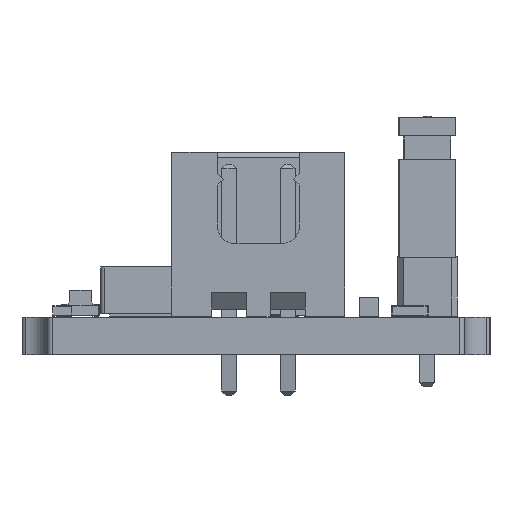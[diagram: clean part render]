
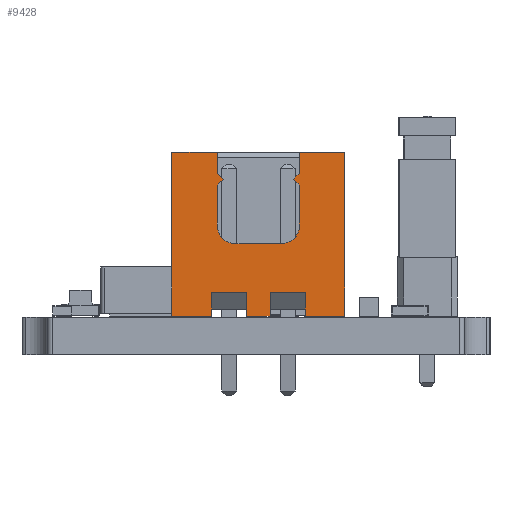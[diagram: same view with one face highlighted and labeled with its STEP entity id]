
A CAD part, left-side view. The second image highlights one B-rep face of the part: STEP entity #9428.
In plain terms, the highlighted face is planar.
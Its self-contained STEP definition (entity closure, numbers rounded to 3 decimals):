
#8873 = VERTEX_POINT('',#8874);
#8874 = CARTESIAN_POINT('',(-2.45,2.35,0.));
#8882 = EDGE_CURVE('',#8873,#8883,#8885,.T.);
#8883 = VERTEX_POINT('',#8884);
#8884 = CARTESIAN_POINT('',(-2.45,2.35,7.));
#8885 = LINE('',#8886,#8887);
#8886 = CARTESIAN_POINT('',(-2.45,2.35,0.));
#8887 = VECTOR('',#8888,1.);
#8888 = DIRECTION('',(0.,0.,1.));
#9074 = VERTEX_POINT('',#9075);
#9075 = CARTESIAN_POINT('',(4.95,2.35,0.));
#9117 = VERTEX_POINT('',#9118);
#9118 = CARTESIAN_POINT('',(4.95,2.35,7.));
#9124 = EDGE_CURVE('',#9074,#9117,#9125,.T.);
#9125 = LINE('',#9126,#9127);
#9126 = CARTESIAN_POINT('',(4.95,2.35,0.));
#9127 = VECTOR('',#9128,1.);
#9128 = DIRECTION('',(0.,0.,1.));
#9231 = VERTEX_POINT('',#9232);
#9232 = CARTESIAN_POINT('',(-0.75,2.35,0.));
#9238 = EDGE_CURVE('',#9231,#8873,#9239,.T.);
#9239 = LINE('',#9240,#9241);
#9240 = CARTESIAN_POINT('',(4.95,2.35,0.));
#9241 = VECTOR('',#9242,1.);
#9242 = DIRECTION('',(-1.,0.,0.));
#9410 = VERTEX_POINT('',#9411);
#9411 = CARTESIAN_POINT('',(-0.5,2.35,7.));
#9417 = EDGE_CURVE('',#9410,#8883,#9418,.T.);
#9418 = LINE('',#9419,#9420);
#9419 = CARTESIAN_POINT('',(4.95,2.35,7.));
#9420 = VECTOR('',#9421,1.);
#9421 = DIRECTION('',(-1.,0.,0.));
#9428 = ADVANCED_FACE('',(#9429),#9593,.F.);
#9429 = FACE_BOUND('',#9430,.F.);
#9430 = EDGE_LOOP('',(#9431,#9439,#9440,#9448,#9456,#9464,#9472,#9480,
    #9489,#9497,#9506,#9514,#9522,#9530,#9536,#9537,#9538,#9539,#9547,
    #9555,#9563,#9571,#9579,#9587));
#9431 = ORIENTED_EDGE('',*,*,#9432,.F.);
#9432 = EDGE_CURVE('',#9074,#9433,#9435,.T.);
#9433 = VERTEX_POINT('',#9434);
#9434 = CARTESIAN_POINT('',(3.25,2.35,0.));
#9435 = LINE('',#9436,#9437);
#9436 = CARTESIAN_POINT('',(4.95,2.35,0.));
#9437 = VECTOR('',#9438,1.);
#9438 = DIRECTION('',(-1.,0.,0.));
#9439 = ORIENTED_EDGE('',*,*,#9124,.T.);
#9440 = ORIENTED_EDGE('',*,*,#9441,.T.);
#9441 = EDGE_CURVE('',#9117,#9442,#9444,.T.);
#9442 = VERTEX_POINT('',#9443);
#9443 = CARTESIAN_POINT('',(3.,2.35,7.));
#9444 = LINE('',#9445,#9446);
#9445 = CARTESIAN_POINT('',(4.95,2.35,7.));
#9446 = VECTOR('',#9447,1.);
#9447 = DIRECTION('',(-1.,0.,0.));
#9448 = ORIENTED_EDGE('',*,*,#9449,.F.);
#9449 = EDGE_CURVE('',#9450,#9442,#9452,.T.);
#9450 = VERTEX_POINT('',#9451);
#9451 = CARTESIAN_POINT('',(3.,2.35,6.1));
#9452 = LINE('',#9453,#9454);
#9453 = CARTESIAN_POINT('',(3.,2.35,6.1));
#9454 = VECTOR('',#9455,1.);
#9455 = DIRECTION('',(0.,0.,1.));
#9456 = ORIENTED_EDGE('',*,*,#9457,.F.);
#9457 = EDGE_CURVE('',#9458,#9450,#9460,.T.);
#9458 = VERTEX_POINT('',#9459);
#9459 = CARTESIAN_POINT('',(2.75,2.35,5.85));
#9460 = LINE('',#9461,#9462);
#9461 = CARTESIAN_POINT('',(2.75,2.35,5.85));
#9462 = VECTOR('',#9463,1.);
#9463 = DIRECTION('',(0.707,0.,0.707)
  );
#9464 = ORIENTED_EDGE('',*,*,#9465,.F.);
#9465 = EDGE_CURVE('',#9466,#9458,#9468,.T.);
#9466 = VERTEX_POINT('',#9467);
#9467 = CARTESIAN_POINT('',(3.,2.35,5.6));
#9468 = LINE('',#9469,#9470);
#9469 = CARTESIAN_POINT('',(3.,2.35,5.6));
#9470 = VECTOR('',#9471,1.);
#9471 = DIRECTION('',(-0.707,0.,0.707)
  );
#9472 = ORIENTED_EDGE('',*,*,#9473,.F.);
#9473 = EDGE_CURVE('',#9474,#9466,#9476,.T.);
#9474 = VERTEX_POINT('',#9475);
#9475 = CARTESIAN_POINT('',(3.,2.35,3.85));
#9476 = LINE('',#9477,#9478);
#9477 = CARTESIAN_POINT('',(3.,2.35,3.1));
#9478 = VECTOR('',#9479,1.);
#9479 = DIRECTION('',(0.,0.,1.));
#9480 = ORIENTED_EDGE('',*,*,#9481,.F.);
#9481 = EDGE_CURVE('',#9482,#9474,#9484,.T.);
#9482 = VERTEX_POINT('',#9483);
#9483 = CARTESIAN_POINT('',(2.25,2.35,3.1));
#9484 = CIRCLE('',#9485,0.75);
#9485 = AXIS2_PLACEMENT_3D('',#9486,#9487,#9488);
#9486 = CARTESIAN_POINT('',(2.25,2.35,3.85));
#9487 = DIRECTION('',(0.,-1.,0.));
#9488 = DIRECTION('',(0.,0.,1.));
#9489 = ORIENTED_EDGE('',*,*,#9490,.F.);
#9490 = EDGE_CURVE('',#9491,#9482,#9493,.T.);
#9491 = VERTEX_POINT('',#9492);
#9492 = CARTESIAN_POINT('',(0.25,2.35,3.1));
#9493 = LINE('',#9494,#9495);
#9494 = CARTESIAN_POINT('',(1.25,2.35,3.1));
#9495 = VECTOR('',#9496,1.);
#9496 = DIRECTION('',(1.,0.,0.));
#9497 = ORIENTED_EDGE('',*,*,#9498,.T.);
#9498 = EDGE_CURVE('',#9491,#9499,#9501,.T.);
#9499 = VERTEX_POINT('',#9500);
#9500 = CARTESIAN_POINT('',(-0.5,2.35,3.85));
#9501 = CIRCLE('',#9502,0.75);
#9502 = AXIS2_PLACEMENT_3D('',#9503,#9504,#9505);
#9503 = CARTESIAN_POINT('',(0.25,2.35,3.85));
#9504 = DIRECTION('',(0.,1.,-0.));
#9505 = DIRECTION('',(0.,0.,1.));
#9506 = ORIENTED_EDGE('',*,*,#9507,.T.);
#9507 = EDGE_CURVE('',#9499,#9508,#9510,.T.);
#9508 = VERTEX_POINT('',#9509);
#9509 = CARTESIAN_POINT('',(-0.5,2.35,5.6));
#9510 = LINE('',#9511,#9512);
#9511 = CARTESIAN_POINT('',(-0.5,2.35,3.1));
#9512 = VECTOR('',#9513,1.);
#9513 = DIRECTION('',(0.,0.,1.));
#9514 = ORIENTED_EDGE('',*,*,#9515,.T.);
#9515 = EDGE_CURVE('',#9508,#9516,#9518,.T.);
#9516 = VERTEX_POINT('',#9517);
#9517 = CARTESIAN_POINT('',(-0.25,2.35,5.85));
#9518 = LINE('',#9519,#9520);
#9519 = CARTESIAN_POINT('',(-0.5,2.35,5.6));
#9520 = VECTOR('',#9521,1.);
#9521 = DIRECTION('',(0.707,0.,0.707)
  );
#9522 = ORIENTED_EDGE('',*,*,#9523,.T.);
#9523 = EDGE_CURVE('',#9516,#9524,#9526,.T.);
#9524 = VERTEX_POINT('',#9525);
#9525 = CARTESIAN_POINT('',(-0.5,2.35,6.1));
#9526 = LINE('',#9527,#9528);
#9527 = CARTESIAN_POINT('',(-0.25,2.35,5.85));
#9528 = VECTOR('',#9529,1.);
#9529 = DIRECTION('',(-0.707,0.,0.707)
  );
#9530 = ORIENTED_EDGE('',*,*,#9531,.T.);
#9531 = EDGE_CURVE('',#9524,#9410,#9532,.T.);
#9532 = LINE('',#9533,#9534);
#9533 = CARTESIAN_POINT('',(-0.5,2.35,6.1));
#9534 = VECTOR('',#9535,1.);
#9535 = DIRECTION('',(0.,0.,1.));
#9536 = ORIENTED_EDGE('',*,*,#9417,.T.);
#9537 = ORIENTED_EDGE('',*,*,#8882,.F.);
#9538 = ORIENTED_EDGE('',*,*,#9238,.F.);
#9539 = ORIENTED_EDGE('',*,*,#9540,.T.);
#9540 = EDGE_CURVE('',#9231,#9541,#9543,.T.);
#9541 = VERTEX_POINT('',#9542);
#9542 = CARTESIAN_POINT('',(-0.75,2.35,1.));
#9543 = LINE('',#9544,#9545);
#9544 = CARTESIAN_POINT('',(-0.75,2.35,0.));
#9545 = VECTOR('',#9546,1.);
#9546 = DIRECTION('',(0.,0.,1.));
#9547 = ORIENTED_EDGE('',*,*,#9548,.F.);
#9548 = EDGE_CURVE('',#9549,#9541,#9551,.T.);
#9549 = VERTEX_POINT('',#9550);
#9550 = CARTESIAN_POINT('',(0.75,2.35,1.));
#9551 = LINE('',#9552,#9553);
#9552 = CARTESIAN_POINT('',(0.75,2.35,1.));
#9553 = VECTOR('',#9554,1.);
#9554 = DIRECTION('',(-1.,0.,0.));
#9555 = ORIENTED_EDGE('',*,*,#9556,.F.);
#9556 = EDGE_CURVE('',#9557,#9549,#9559,.T.);
#9557 = VERTEX_POINT('',#9558);
#9558 = CARTESIAN_POINT('',(0.75,2.35,0.));
#9559 = LINE('',#9560,#9561);
#9560 = CARTESIAN_POINT('',(0.75,2.35,0.));
#9561 = VECTOR('',#9562,1.);
#9562 = DIRECTION('',(0.,0.,1.));
#9563 = ORIENTED_EDGE('',*,*,#9564,.F.);
#9564 = EDGE_CURVE('',#9565,#9557,#9567,.T.);
#9565 = VERTEX_POINT('',#9566);
#9566 = CARTESIAN_POINT('',(1.75,2.35,0.));
#9567 = LINE('',#9568,#9569);
#9568 = CARTESIAN_POINT('',(4.95,2.35,0.));
#9569 = VECTOR('',#9570,1.);
#9570 = DIRECTION('',(-1.,0.,0.));
#9571 = ORIENTED_EDGE('',*,*,#9572,.T.);
#9572 = EDGE_CURVE('',#9565,#9573,#9575,.T.);
#9573 = VERTEX_POINT('',#9574);
#9574 = CARTESIAN_POINT('',(1.75,2.35,1.));
#9575 = LINE('',#9576,#9577);
#9576 = CARTESIAN_POINT('',(1.75,2.35,0.));
#9577 = VECTOR('',#9578,1.);
#9578 = DIRECTION('',(0.,0.,1.));
#9579 = ORIENTED_EDGE('',*,*,#9580,.F.);
#9580 = EDGE_CURVE('',#9581,#9573,#9583,.T.);
#9581 = VERTEX_POINT('',#9582);
#9582 = CARTESIAN_POINT('',(3.25,2.35,1.));
#9583 = LINE('',#9584,#9585);
#9584 = CARTESIAN_POINT('',(3.25,2.35,1.));
#9585 = VECTOR('',#9586,1.);
#9586 = DIRECTION('',(-1.,0.,0.));
#9587 = ORIENTED_EDGE('',*,*,#9588,.F.);
#9588 = EDGE_CURVE('',#9433,#9581,#9589,.T.);
#9589 = LINE('',#9590,#9591);
#9590 = CARTESIAN_POINT('',(3.25,2.35,0.));
#9591 = VECTOR('',#9592,1.);
#9592 = DIRECTION('',(0.,0.,1.));
#9593 = PLANE('',#9594);
#9594 = AXIS2_PLACEMENT_3D('',#9595,#9596,#9597);
#9595 = CARTESIAN_POINT('',(4.95,2.35,0.));
#9596 = DIRECTION('',(0.,-1.,0.));
#9597 = DIRECTION('',(-1.,0.,0.));
